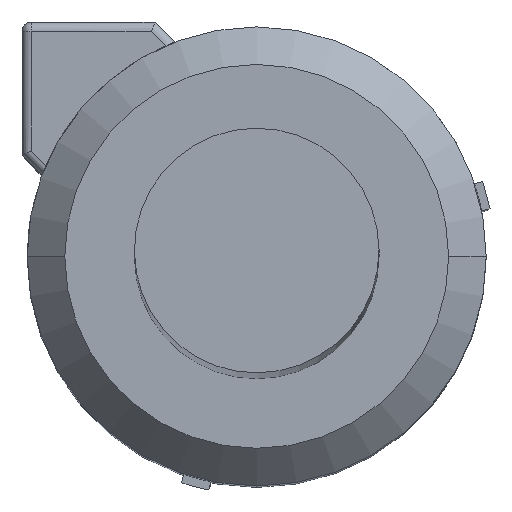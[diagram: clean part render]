
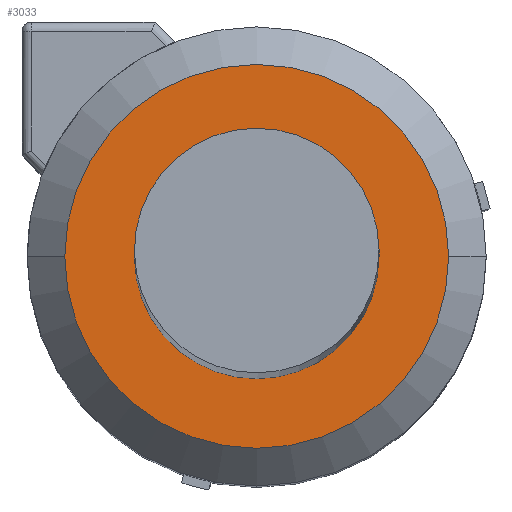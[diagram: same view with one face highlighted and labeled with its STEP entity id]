
A CAD part, top view. The second image highlights one B-rep face of the part: STEP entity #3033.
In plain terms, the highlighted planar face has unit normal (0, 0, 1).
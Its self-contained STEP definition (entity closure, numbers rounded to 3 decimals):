
#1857=AXIS2_PLACEMENT_3D('Circle Axis2P3D',#1855,#1856,$) ;
#2868=AXIS2_PLACEMENT_3D('Circle Axis2P3D',#2866,#2867,$) ;
#2993=AXIS2_PLACEMENT_3D('Plane Axis2P3D',#2990,#2991,#2992) ;
#3001=AXIS2_PLACEMENT_3D('Circle Axis2P3D',#2999,#3000,$) ;
#3010=AXIS2_PLACEMENT_3D('Circle Axis2P3D',#3008,#3009,$) ;
#3017=AXIS2_PLACEMENT_3D('Circle Axis2P3D',#3015,#3016,$) ;
#3024=AXIS2_PLACEMENT_3D('Circle Axis2P3D',#3022,#3023,$) ;
#1845=CARTESIAN_POINT('Vertex',(11.336,6.199,46.9)) ;
#1852=CARTESIAN_POINT('Vertex',(1.136,6.199,46.9)) ;
#1855=CARTESIAN_POINT('Axis2P3D Location',(6.236,6.199,46.9)) ;
#2866=CARTESIAN_POINT('Axis2P3D Location',(6.236,6.199,46.9)) ;
#2990=CARTESIAN_POINT('Axis2P3D Location',(6.236,6.199,46.9)) ;
#2999=CARTESIAN_POINT('Axis2P3D Location',(6.236,6.199,46.9)) ;
#3003=CARTESIAN_POINT('Vertex',(2.986,6.171,46.9)) ;
#3005=CARTESIAN_POINT('Vertex',(9.486,6.199,46.9)) ;
#3008=CARTESIAN_POINT('Axis2P3D Location',(6.236,6.199,46.9)) ;
#3012=CARTESIAN_POINT('Vertex',(2.986,6.199,46.9)) ;
#3015=CARTESIAN_POINT('Axis2P3D Location',(6.236,6.199,46.9)) ;
#3019=CARTESIAN_POINT('Vertex',(9.486,6.228,46.9)) ;
#3022=CARTESIAN_POINT('Axis2P3D Location',(6.236,6.199,46.9)) ;
#1856=DIRECTION('Axis2P3D Direction',(0.,0.,-1.)) ;
#2867=DIRECTION('Axis2P3D Direction',(0.,0.,-1.)) ;
#2991=DIRECTION('Axis2P3D Direction',(0.,0.,1.)) ;
#2992=DIRECTION('Axis2P3D XDirection',(1.,0.,0.)) ;
#3000=DIRECTION('Axis2P3D Direction',(0.,0.,1.)) ;
#3009=DIRECTION('Axis2P3D Direction',(0.,0.,1.)) ;
#3016=DIRECTION('Axis2P3D Direction',(0.,0.,1.)) ;
#3023=DIRECTION('Axis2P3D Direction',(0.,0.,1.)) ;
#2996=ORIENTED_EDGE('',*,*,#1859,.T.) ;
#2997=ORIENTED_EDGE('',*,*,#2870,.T.) ;
#3028=ORIENTED_EDGE('',*,*,#3007,.F.) ;
#3029=ORIENTED_EDGE('',*,*,#3014,.F.) ;
#3030=ORIENTED_EDGE('',*,*,#3021,.F.) ;
#3031=ORIENTED_EDGE('',*,*,#3026,.F.) ;
#3032=FACE_BOUND('',#3027,.T.) ;
#3033=ADVANCED_FACE('MANIFOLD_SOLID_BREP #40',(#2998,#3032),#2994,.T.) ;
#1858=CIRCLE('generated circle',#1857,5.1) ;
#2869=CIRCLE('generated circle',#2868,5.1) ;
#3002=CIRCLE('generated circle',#3001,3.25) ;
#3011=CIRCLE('generated circle',#3010,3.25) ;
#3018=CIRCLE('generated circle',#3017,3.25) ;
#3025=CIRCLE('generated circle',#3024,3.25) ;
#1859=EDGE_CURVE('',#1846,#1853,#1858,.F.) ;
#2870=EDGE_CURVE('',#1853,#1846,#2869,.F.) ;
#3007=EDGE_CURVE('',#3004,#3006,#3002,.T.) ;
#3014=EDGE_CURVE('',#3013,#3004,#3011,.T.) ;
#3021=EDGE_CURVE('',#3020,#3013,#3018,.T.) ;
#3026=EDGE_CURVE('',#3006,#3020,#3025,.T.) ;
#2995=EDGE_LOOP('',(#2996,#2997)) ;
#3027=EDGE_LOOP('',(#3028,#3029,#3030,#3031)) ;
#2998=FACE_OUTER_BOUND('',#2995,.T.) ;
#2994=PLANE('',#2993) ;
#1846=VERTEX_POINT('',#1845) ;
#1853=VERTEX_POINT('',#1852) ;
#3004=VERTEX_POINT('',#3003) ;
#3006=VERTEX_POINT('',#3005) ;
#3013=VERTEX_POINT('',#3012) ;
#3020=VERTEX_POINT('',#3019) ;
